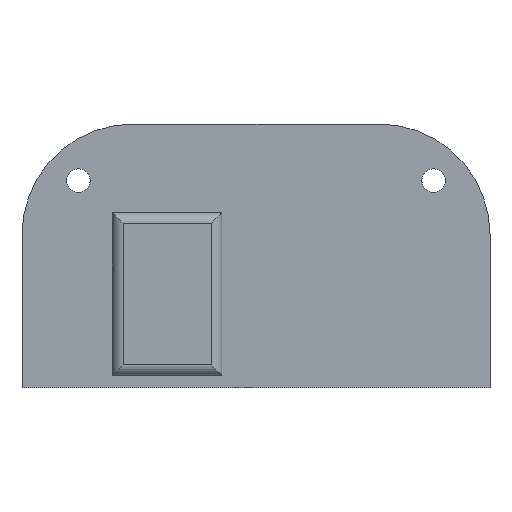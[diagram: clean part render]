
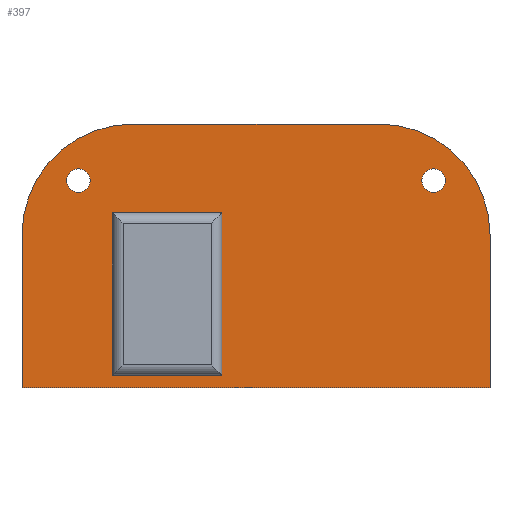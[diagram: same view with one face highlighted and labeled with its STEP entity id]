
A CAD part, top view. The second image highlights one B-rep face of the part: STEP entity #397.
In plain terms, the highlighted planar face has unit normal (0, 0, 1).
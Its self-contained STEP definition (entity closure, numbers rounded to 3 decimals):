
#20=FACE_BOUND('',#87,.T.);
#21=FACE_BOUND('',#88,.T.);
#22=FACE_BOUND('',#89,.T.);
#26=CIRCLE('',#440,26.);
#27=CIRCLE('',#442,26.);
#28=CIRCLE('',#443,2.75);
#29=CIRCLE('',#444,2.75);
#46=PLANE('',#441);
#62=FACE_OUTER_BOUND('',#86,.T.);
#86=EDGE_LOOP('',(#308,#309,#310,#311,#312,#313));
#87=EDGE_LOOP('',(#314,#315,#316,#317));
#88=EDGE_LOOP('',(#318));
#89=EDGE_LOOP('',(#319));
#118=LINE('',#623,#153);
#121=LINE('',#628,#156);
#123=LINE('',#633,#158);
#124=LINE('',#635,#159);
#127=LINE('',#648,#162);
#128=LINE('',#649,#163);
#129=LINE('',#651,#164);
#130=LINE('',#654,#165);
#153=VECTOR('',#498,10.);
#156=VECTOR('',#503,10.);
#158=VECTOR('',#509,10.);
#159=VECTOR('',#512,10.);
#162=VECTOR('',#523,10.);
#163=VECTOR('',#524,10.);
#164=VECTOR('',#525,10.);
#165=VECTOR('',#528,10.);
#187=VERTEX_POINT('',#620);
#188=VERTEX_POINT('',#622);
#189=VERTEX_POINT('',#626);
#190=VERTEX_POINT('',#631);
#193=VERTEX_POINT('',#640);
#194=VERTEX_POINT('',#642);
#195=VERTEX_POINT('',#646);
#196=VERTEX_POINT('',#647);
#197=VERTEX_POINT('',#650);
#198=VERTEX_POINT('',#652);
#199=VERTEX_POINT('',#655);
#200=VERTEX_POINT('',#657);
#226=EDGE_CURVE('',#188,#187,#118,.T.);
#229=EDGE_CURVE('',#187,#189,#121,.T.);
#231=EDGE_CURVE('',#189,#190,#123,.T.);
#232=EDGE_CURVE('',#190,#188,#124,.T.);
#235=EDGE_CURVE('',#194,#193,#26,.T.);
#237=EDGE_CURVE('',#195,#196,#127,.T.);
#238=EDGE_CURVE('',#195,#194,#128,.T.);
#239=EDGE_CURVE('',#193,#197,#129,.T.);
#240=EDGE_CURVE('',#197,#198,#27,.T.);
#241=EDGE_CURVE('',#198,#196,#130,.T.);
#242=EDGE_CURVE('',#199,#199,#28,.T.);
#243=EDGE_CURVE('',#200,#200,#29,.T.);
#308=ORIENTED_EDGE('',*,*,#237,.F.);
#309=ORIENTED_EDGE('',*,*,#238,.T.);
#310=ORIENTED_EDGE('',*,*,#235,.T.);
#311=ORIENTED_EDGE('',*,*,#239,.T.);
#312=ORIENTED_EDGE('',*,*,#240,.T.);
#313=ORIENTED_EDGE('',*,*,#241,.T.);
#314=ORIENTED_EDGE('',*,*,#229,.T.);
#315=ORIENTED_EDGE('',*,*,#231,.T.);
#316=ORIENTED_EDGE('',*,*,#232,.T.);
#317=ORIENTED_EDGE('',*,*,#226,.T.);
#318=ORIENTED_EDGE('',*,*,#242,.T.);
#319=ORIENTED_EDGE('',*,*,#243,.T.);
#397=ADVANCED_FACE('',(#62,#20,#21,#22),#46,.T.);
#440=AXIS2_PLACEMENT_3D('',#643,#518,#519);
#441=AXIS2_PLACEMENT_3D('',#645,#521,#522);
#442=AXIS2_PLACEMENT_3D('',#653,#526,#527);
#443=AXIS2_PLACEMENT_3D('',#656,#529,#530);
#444=AXIS2_PLACEMENT_3D('',#658,#531,#532);
#498=DIRECTION('',(1.,0.,0.));
#503=DIRECTION('',(0.,-1.,0.));
#509=DIRECTION('',(-1.,0.,0.));
#512=DIRECTION('',(0.,1.,0.));
#518=DIRECTION('center_axis',(0.,0.,1.));
#519=DIRECTION('ref_axis',(1.,0.,0.));
#521=DIRECTION('center_axis',(0.,0.,1.));
#522=DIRECTION('ref_axis',(1.,0.,0.));
#523=DIRECTION('',(-1.,0.,0.));
#524=DIRECTION('',(0.,1.,0.));
#525=DIRECTION('',(-1.,0.,0.));
#526=DIRECTION('center_axis',(0.,0.,1.));
#527=DIRECTION('ref_axis',(0.,1.,0.));
#528=DIRECTION('',(0.,-1.,0.));
#529=DIRECTION('center_axis',(0.,0.,-1.));
#530=DIRECTION('ref_axis',(1.,0.,0.));
#531=DIRECTION('center_axis',(0.,0.,-1.));
#532=DIRECTION('ref_axis',(1.,0.,0.));
#620=CARTESIAN_POINT('',(31.,155.148,2.));
#622=CARTESIAN_POINT('',(5.271,155.148,2.));
#623=CARTESIAN_POINT('',(35.,155.148,2.));
#626=CARTESIAN_POINT('',(31.,116.915,2.));
#628=CARTESIAN_POINT('',(31.,98.458,2.));
#631=CARTESIAN_POINT('',(5.271,116.915,2.));
#633=CARTESIAN_POINT('',(22.135,116.915,2.));
#635=CARTESIAN_POINT('',(5.271,117.574,2.));
#640=CARTESIAN_POINT('',(68.,176.,2.));
#642=CARTESIAN_POINT('',(94.,150.,2.));
#643=CARTESIAN_POINT('Origin',(68.,150.,2.));
#645=CARTESIAN_POINT('Origin',(39.,80.,2.));
#646=CARTESIAN_POINT('',(94.,114.,2.));
#647=CARTESIAN_POINT('',(-16.,114.,2.));
#648=CARTESIAN_POINT('',(39.,114.,2.));
#649=CARTESIAN_POINT('',(94.,15.25,2.));
#650=CARTESIAN_POINT('',(10.,176.,2.));
#651=CARTESIAN_POINT('',(53.5,176.,2.));
#652=CARTESIAN_POINT('',(-16.,150.,2.));
#653=CARTESIAN_POINT('Origin',(10.,150.,2.));
#654=CARTESIAN_POINT('',(-16.,107.75,2.));
#655=CARTESIAN_POINT('',(77.978,162.728,2.));
#656=CARTESIAN_POINT('Origin',(80.728,162.728,2.));
#657=CARTESIAN_POINT('',(-5.478,162.728,2.));
#658=CARTESIAN_POINT('Origin',(-2.728,162.728,2.));
